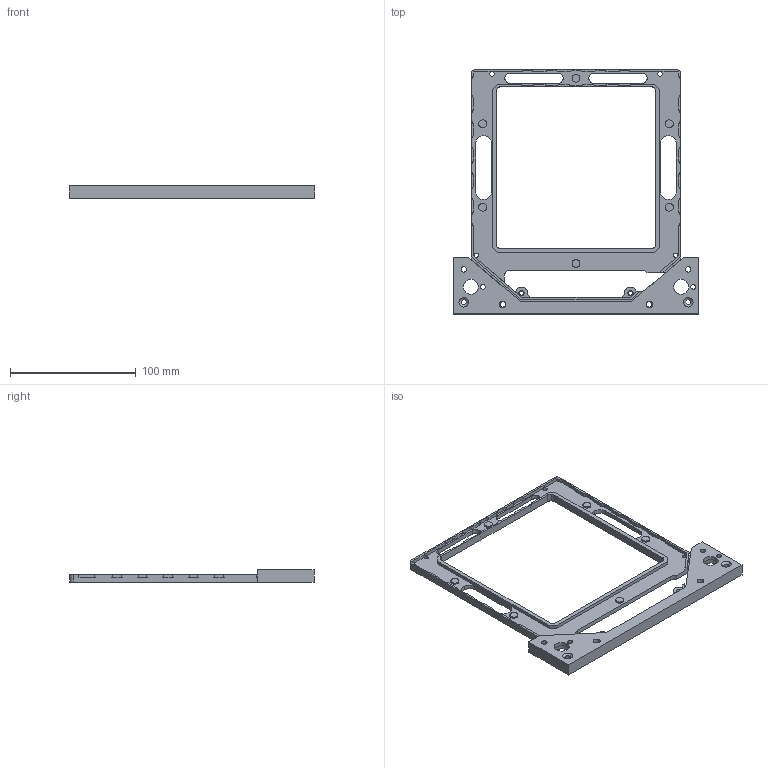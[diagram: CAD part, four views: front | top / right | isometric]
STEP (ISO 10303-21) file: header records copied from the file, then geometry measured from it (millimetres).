
FILE_DESCRIPTION (( 'STEP AP214' ), '1' );
FILE_NAME ('HDG-CRS Set Spacer.STEP', '2021-11-26T23:12:17', ( '' ), ( '' ), 'SwSTEP 2.0', 'SolidWorks 2021', '' );
FILE_SCHEMA (( 'AUTOMOTIVE_DESIGN' ));
Length unit declared in the file: inch
Products named in the file (1): HDG-CRS Set Spacer
Bounding box: 195.26 x 194.38 x 9.91 mm (x, y, z)
Volume: 71482.2 mm3; surface area: 44398.5 mm2
Topology: 1 solids, 1 shells, 257 faces, 738 edges, 490 vertices
Faces by surface type: plane 117, cylinder 114, cone 12, bspline 12, torus 2
Entity records: 8855 total; most frequent: CARTESIAN_POINT 1823, ORIENTED_EDGE 1476, DIRECTION 1461, EDGE_CURVE 738, AXIS2_PLACEMENT_3D 506, VERTEX_POINT 490, VECTOR 449, LINE 449
